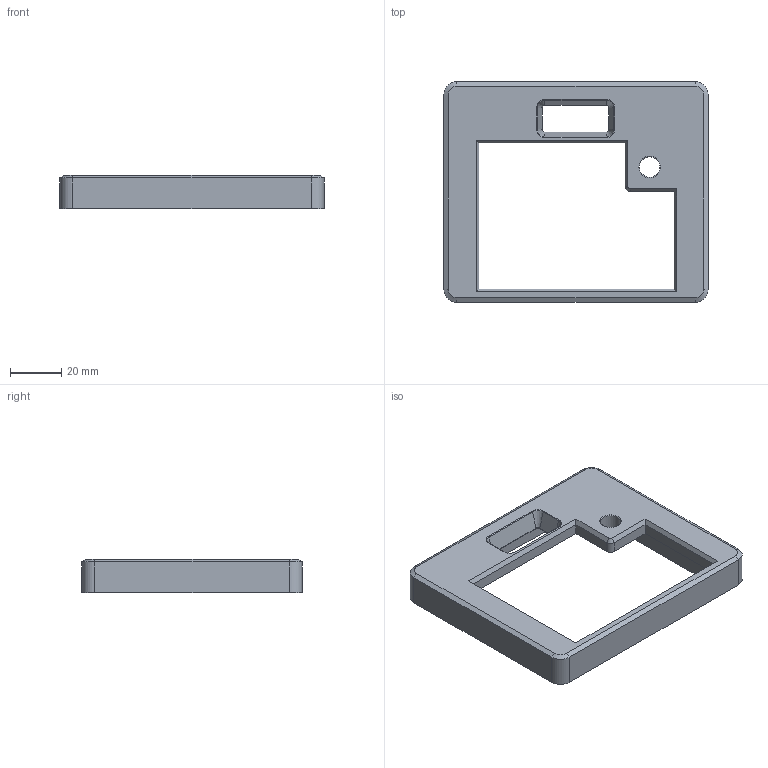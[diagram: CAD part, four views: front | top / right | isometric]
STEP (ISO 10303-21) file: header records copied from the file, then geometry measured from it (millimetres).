
FILE_DESCRIPTION(/* description */ ('STEP AP242','CAx-IF Rec.Pracs.---Representation and Presentation of Product Manufacturing Information (PMI)---4.0---2014-10-13','CAx-IF Rec.Pracs.---3D Tessellated Geometry---0.4---2014-09-14','2;1'),/* implementation_level */ '2;1');
FILE_NAME(/* name */ '686c2ce26ac9ae28911d7a6f',/* time_stamp */ '2025-07-07T20:24:02Z',/* author */ (''),/* organization */ (''),/* preprocessor_version */ 'ST-DEVELOPER v20',/* originating_system */ 'ONSHAPE BY PTC INC, 1.200',/* authorisation */ ' ');
FILE_SCHEMA (('AP242_MANAGED_MODEL_BASED_3D_ENGINEERING_MIM_LF { 1 0 10303 442 1 1 4 }'));
Length unit declared in the file: metre
Products named in the file (1): top
Bounding box: 103 x 86 x 13 mm (x, y, z)
Volume: 45837.5 mm3; surface area: 18103.4 mm2
Topology: 1 solids, 1 shells, 101 faces, 248 edges, 153 vertices
Faces by surface type: plane 60, cylinder 27, cone 14
Full cylindrical faces by diameter (mm): 4.6 x4, 8 x1
Entity records: 2935 total; most frequent: DIRECTION 511, CARTESIAN_POINT 497, ORIENTED_EDGE 484, EDGE_CURVE 242, LINE 177, VECTOR 177, AXIS2_PLACEMENT_3D 167, VERTEX_POINT 153
